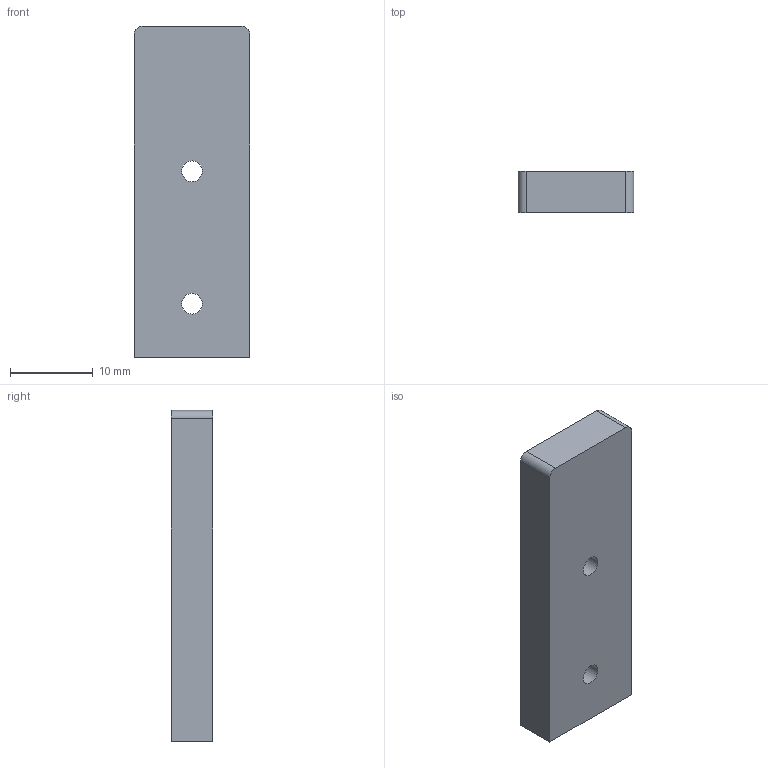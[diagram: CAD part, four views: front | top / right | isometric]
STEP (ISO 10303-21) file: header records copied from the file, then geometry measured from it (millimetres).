
FILE_DESCRIPTION(/* description */ (''),/* implementation_level */ '2;1');
FILE_NAME(/* name */ 'Greiferbacke.stp',/* time_stamp */ '2024-11-27T16:59:04+01:00',/* author */ (''),/* organization */ (''),/* preprocessor_version */ 'ST-DEVELOPER v18.102',/* originating_system */ 'SIEMENS PLM Software NX2206.4020',/* authorisation */ '');
FILE_SCHEMA (('AUTOMOTIVE_DESIGN { 1 0 10303 214 3 1 1 1 }'));
Length unit declared in the file: millimetre
Products named in the file (1): Greiferbacke
Bounding box: 14 x 5 x 40 mm (x, y, z)
Volume: 2748.8 mm3; surface area: 1713.8 mm2
Topology: 1 solids, 1 shells, 10 faces, 26 edges, 18 vertices
Faces by surface type: plane 6, cylinder 4
Full cylindrical faces by diameter (mm): 2.5 x2
Entity records: 318 total; most frequent: DIRECTION 52, CARTESIAN_POINT 49, ORIENTED_EDGE 44, EDGE_CURVE 22, AXIS2_PLACEMENT_3D 19, EDGE_LOOP 16, VERTEX_POINT 16, LINE 14
